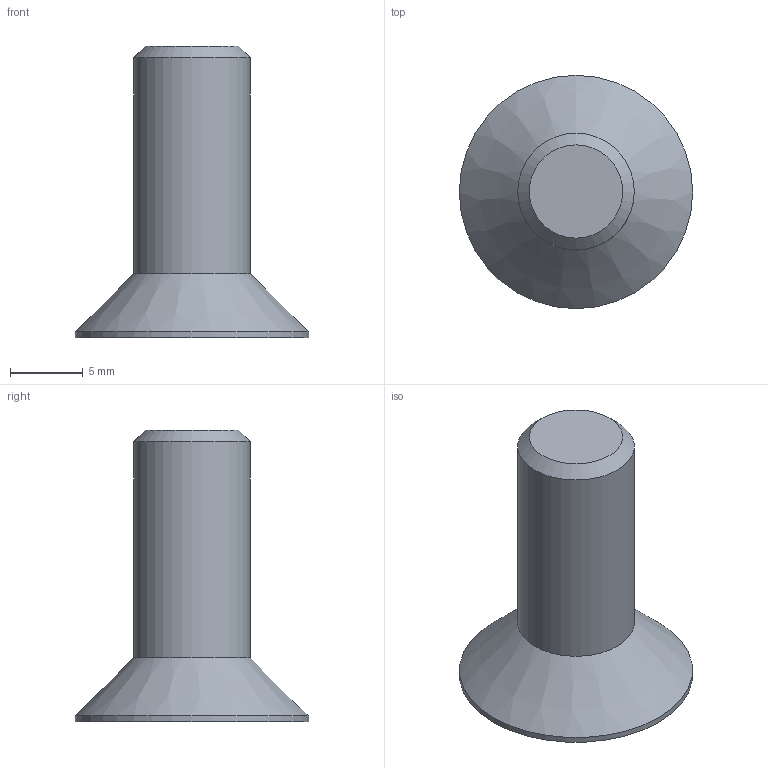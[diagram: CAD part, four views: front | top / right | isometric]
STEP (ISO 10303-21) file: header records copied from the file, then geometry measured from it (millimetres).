
FILE_DESCRIPTION (( 'STEP AP203' ), '1' );
FILE_NAME ('58316-240-20.STEP', '2019-12-20T14:51:43', ( '' ), ( '' ), 'SwSTEP 2.0', 'SolidWorks 2015', '' );
FILE_SCHEMA (( 'CONFIG_CONTROL_DESIGN' ));
Length unit declared in the file: millimetre
Products named in the file (2): 58316-240-20
Bounding box: 16 x 16 x 20 mm (x, y, z)
Volume: 1254.7 mm3; surface area: 900 mm2
Topology: 1 solids, 21 shells, 299 faces, 734 edges, 488 vertices
Faces by surface type: bspline 126, plane 119, cone 52, cylinder 2
Full cylindrical faces by diameter (mm): 8 x1, 16 x1
Entity records: 15355 total; most frequent: CARTESIAN_POINT 9606, ORIENTED_EDGE 1456, EDGE_CURVE 728, DIRECTION 587, VERTEX_POINT 485, B_SPLINE_CURVE_WITH_KNOTS 463, EDGE_LOOP 313, FACE_OUTER_BOUND 281
